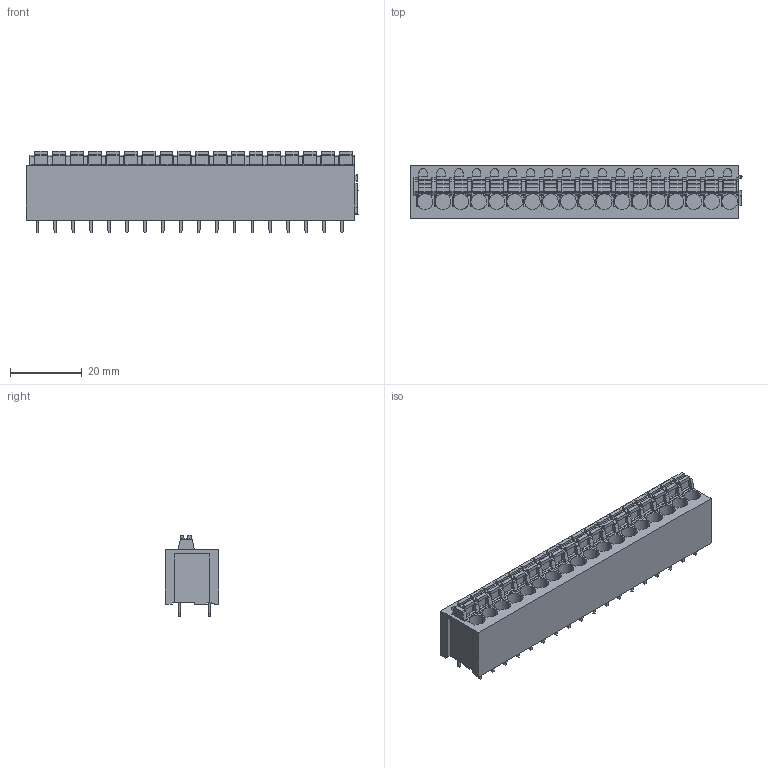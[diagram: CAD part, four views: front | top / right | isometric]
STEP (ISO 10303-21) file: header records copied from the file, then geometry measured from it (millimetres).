
FILE_DESCRIPTION(('CATIA V5 STEP Exchange','CAx-IF Rec.Pracs.--- Model Styling and Organization---1.4--- 2014-01-23'),'2;1');
FILE_NAME ('D1491549_0_1425210000_1425210000.stp','2021-06-28T12:40:50+00:00',('none'),('Weidmueller'),'CATIA Version 5-6 Release 2016 SP3 HF44','CATIA V5 STEP AP214','none');
FILE_SCHEMA(('AUTOMOTIVE_DESIGN { 1 0 10303 214 1 1 1 1 }'));
Length unit declared in the file: millimetre
Products named in the file (1): 1425210000
Bounding box: 92.65 x 14.8 x 22.7 mm (x, y, z)
Volume: 19161.6 mm3; surface area: 11256.2 mm2
Topology: 55 solids, 55 shells, 1230 faces, 3243 edges, 2162 vertices
Faces by surface type: plane 941, cylinder 289
Entity records: 36255 total; most frequent: ORIENTED_EDGE 6486, CARTESIAN_POINT 6413, DIRECTION 4746, EDGE_CURVE 3243, VECTOR 2629, LINE 2629, VERTEX_POINT 2162, AXIS2_PLACEMENT_3D 1346
